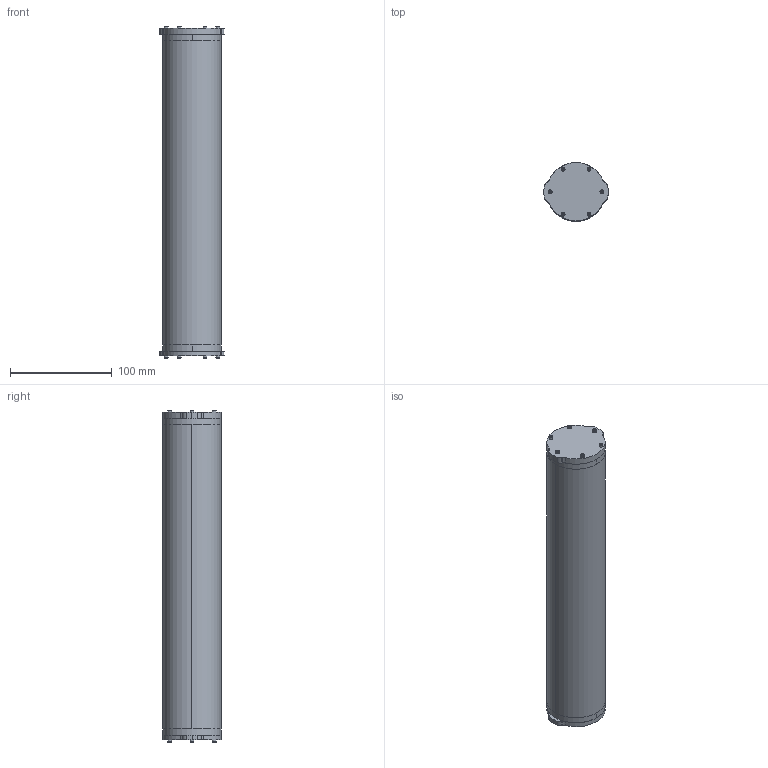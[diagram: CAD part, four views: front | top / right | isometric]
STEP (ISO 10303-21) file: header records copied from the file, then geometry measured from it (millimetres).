
FILE_DESCRIPTION (( 'STEP AP203' ), '1' );
FILE_NAME ('WTC-ASM-2-R1.STEP', '2015-07-13T02:52:23', ( 'rjehangir' ), ( '' ), 'SwSTEP 2.0', 'SolidWorks 2012', '' );
FILE_SCHEMA (( 'CONFIG_CONTROL_DESIGN' ));
Length unit declared in the file: inch
Products named in the file (1): WTC-ASM-2-R1
Bounding box: 63.1 x 57.15 x 325.56 mm (x, y, z)
Volume: 227037.4 mm3; surface area: 134521.7 mm2
Topology: 17 solids, 17 shells, 536 faces, 1174 edges, 700 vertices
Faces by surface type: plane 226, cylinder 170, cone 108, torus 32
Entity records: 14589 total; most frequent: DIRECTION 2784, CARTESIAN_POINT 2387, ORIENTED_EDGE 2300, EDGE_CURVE 1150, AXIS2_PLACEMENT_3D 1097, VERTEX_POINT 700, EDGE_LOOP 622, VECTOR 590
